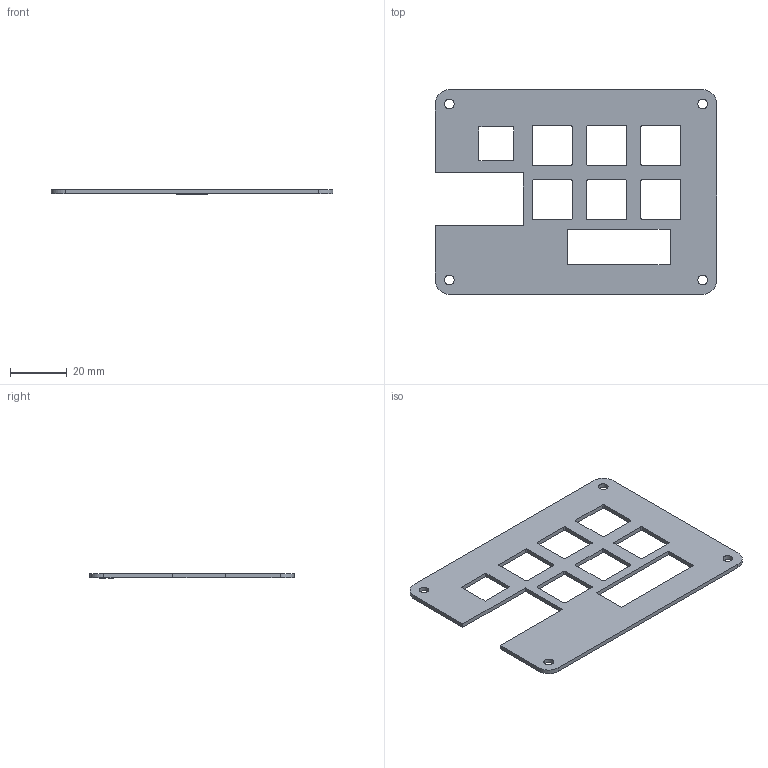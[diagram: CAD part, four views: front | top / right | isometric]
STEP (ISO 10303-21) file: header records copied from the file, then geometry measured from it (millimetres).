
FILE_DESCRIPTION(/* description */ (''),/* implementation_level */ '2;1');
FILE_NAME(/* name */ 'toplayer.step',/* time_stamp */ '2025-05-24T16:21:17-05:00',/* author */ (''),/* organization */ (''),/* preprocessor_version */ 'ST-DEVELOPER v20.1',/* originating_system */ 'Autodesk Translation Framework v14.10.0.0',/* authorisation */ '');
FILE_SCHEMA (('AUTOMOTIVE_DESIGN { 1 0 10303 214 3 1 1 }'));
Length unit declared in the file: millimetre
Products named in the file (1): 2025-05-18-18-38-21-455
Bounding box: 98.96 x 71.89 x 1.7 mm (x, y, z)
Volume: 7074.4 mm3; surface area: 10825.2 mm2
Topology: 1 solids, 1 shells, 448 faces, 1269 edges, 846 vertices
Faces by surface type: bspline 239, plane 177, cylinder 32
Full cylindrical faces by diameter (mm): 3.4 x4
Entity records: 16748 total; most frequent: CARTESIAN_POINT 6627, ORIENTED_EDGE 2538, DIRECTION 1275, EDGE_CURVE 1269, VERTEX_POINT 846, LINE 727, VECTOR 727, EDGE_LOOP 495
